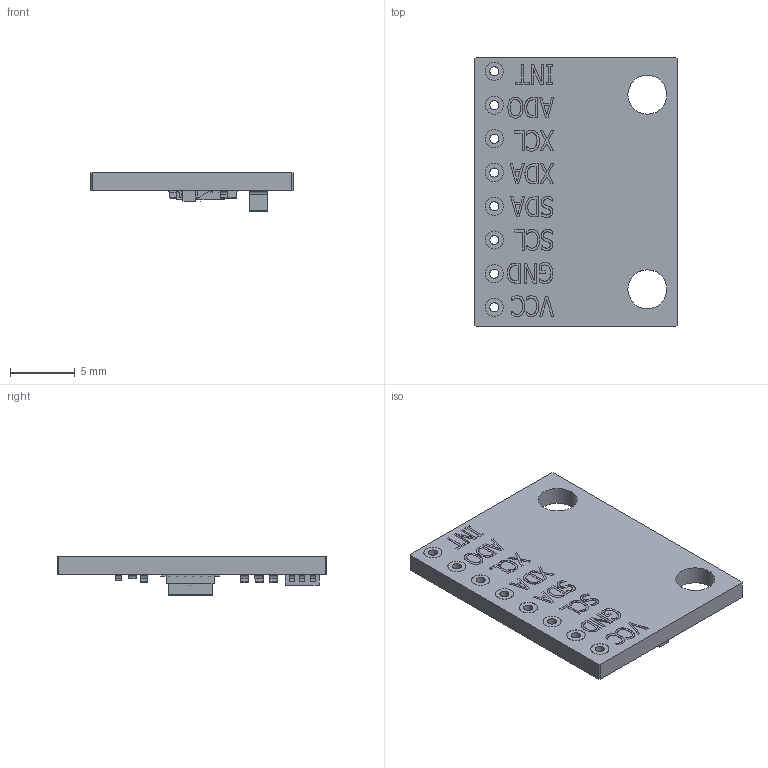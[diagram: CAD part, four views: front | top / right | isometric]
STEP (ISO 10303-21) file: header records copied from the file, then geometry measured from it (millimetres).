
FILE_DESCRIPTION (( 'STEP AP214' ), '1' );
FILE_NAME ('GY-521.STEP', '2023-05-06T21:02:10', ( '' ), ( '' ), 'SwSTEP 2.0', 'SolidWorks 2022', '' );
FILE_SCHEMA (( 'AUTOMOTIVE_DESIGN' ));
Length unit declared in the file: millimetre
Products named in the file (1): GY-521
Bounding box: 15.6 x 20.8 x 3.01 mm (x, y, z)
Volume: 454.3 mm3; surface area: 825 mm2
Topology: 1 solids, 1 shells, 1211 faces, 3250 edges, 2148 vertices
Faces by surface type: plane 707, bspline 338, cylinder 166
Entity records: 39604 total; most frequent: CARTESIAN_POINT 11112, ORIENTED_EDGE 6500, DIRECTION 4482, EDGE_CURVE 3250, VECTOR 2294, LINE 2294, VERTEX_POINT 2148, EDGE_LOOP 1348
